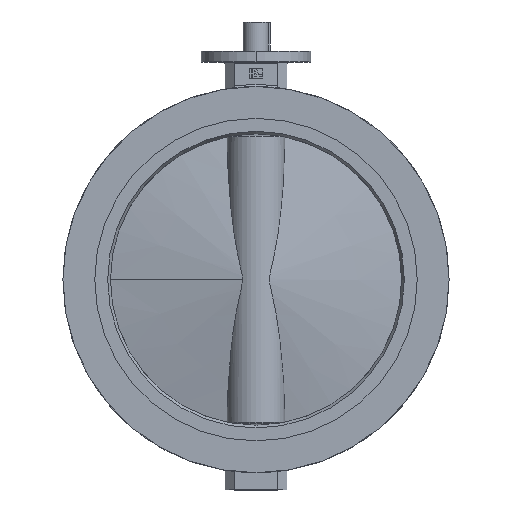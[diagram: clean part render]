
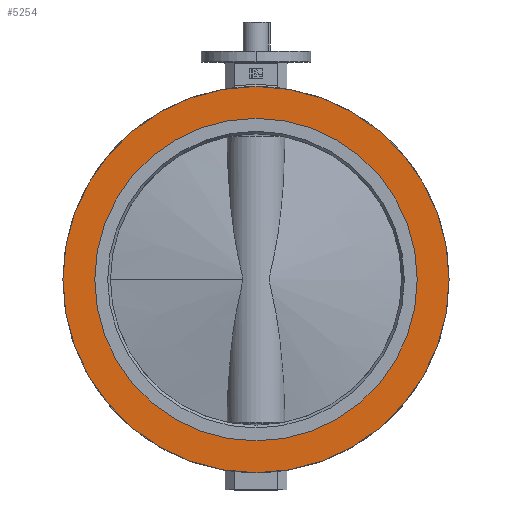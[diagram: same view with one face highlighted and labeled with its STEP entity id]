
A CAD part, top view. The second image highlights one B-rep face of the part: STEP entity #5254.
In plain terms, the highlighted planar face has unit normal (0, 0, 1).
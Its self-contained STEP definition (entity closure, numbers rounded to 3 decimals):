
#169 = CARTESIAN_POINT ( 'NONE',  ( 0., 0., 95. ) ) ;
#170 = DIRECTION ( 'NONE',  ( 0., 0., 1. ) ) ;
#171 = DIRECTION ( 'NONE',  ( 1., 0., 0. ) ) ;
#474 = CARTESIAN_POINT ( 'NONE',  ( 0., 0., 95. ) ) ;
#475 = DIRECTION ( 'NONE',  ( 0., 0., 1. ) ) ;
#476 = DIRECTION ( 'NONE',  ( 1., 0., 0. ) ) ;
#564 = DIRECTION ( 'NONE',  ( 0., 0., 1. ) ) ;
#565 = CARTESIAN_POINT ( 'NONE',  ( 115., -454.682, 95. ) ) ;
#567 = PLANE ( 'NONE',  #1207 ) ;
#569 = DIRECTION ( 'NONE',  ( 1., 0., 0. ) ) ;
#710 = CARTESIAN_POINT ( 'NONE',  ( -442.5, 0., 95. ) ) ;
#711 = CARTESIAN_POINT ( 'NONE',  ( -530., 0., 95. ) ) ;
#1097 = AXIS2_PLACEMENT_3D ( 'NONE', #474, #475, #476 ) ;
#1109 = AXIS2_PLACEMENT_3D ( 'NONE', #4608, #4609, #4610 ) ;
#1125 = AXIS2_PLACEMENT_3D ( 'NONE', #4705, #4706, #4707 ) ;
#1207 = AXIS2_PLACEMENT_3D ( 'NONE', #565, #564, #569 ) ;
#1488 = AXIS2_PLACEMENT_3D ( 'NONE', #169, #170, #171 ) ;
#1975 = VERTEX_POINT ( 'NONE', #3840 ) ;
#2128 = VERTEX_POINT ( 'NONE', #3993 ) ;
#2632 = EDGE_CURVE ( 'NONE', #5858, #2128, #4062, .T. ) ;
#2749 = EDGE_CURVE ( 'NONE', #2128, #5858, #4241, .T. ) ;
#2769 = EDGE_CURVE ( 'NONE', #5857, #1975, #4267, .T. ) ;
#2809 = EDGE_CURVE ( 'NONE', #1975, #5857, #4332, .T. ) ;
#3840 = CARTESIAN_POINT ( 'NONE',  ( 442.5, 0., 95. ) ) ;
#3993 = CARTESIAN_POINT ( 'NONE',  ( 530., 0., 95. ) ) ;
#4062 = CIRCLE ( 'NONE', #1488, 530. ) ;
#4241 = CIRCLE ( 'NONE', #1097, 530. ) ;
#4267 = CIRCLE ( 'NONE', #1109, 442.5 ) ;
#4332 = CIRCLE ( 'NONE', #1125, 442.5 ) ;
#4560 = FACE_BOUND ( 'NONE', #5812, .T. ) ;
#4572 = FACE_OUTER_BOUND ( 'NONE', #5816, .T. ) ;
#4608 = CARTESIAN_POINT ( 'NONE',  ( 0., 0., 95. ) ) ;
#4609 = DIRECTION ( 'NONE',  ( 0., 0., 1. ) ) ;
#4610 = DIRECTION ( 'NONE',  ( 1., 0., 0. ) ) ;
#4705 = CARTESIAN_POINT ( 'NONE',  ( 0., 0., 95. ) ) ;
#4706 = DIRECTION ( 'NONE',  ( 0., 0., 1. ) ) ;
#4707 = DIRECTION ( 'NONE',  ( 1., 0., 0. ) ) ;
#5254 = ADVANCED_FACE ( 'NONE', ( #4560, #4572 ), #567, .T. ) ;
#5333 = ORIENTED_EDGE ( 'NONE', *, *, #2749, .T. ) ;
#5334 = ORIENTED_EDGE ( 'NONE', *, *, #2632, .T. ) ;
#5335 = ORIENTED_EDGE ( 'NONE', *, *, #2769, .F. ) ;
#5336 = ORIENTED_EDGE ( 'NONE', *, *, #2809, .F. ) ;
#5812 = EDGE_LOOP ( 'NONE', ( #5336, #5335 ) ) ;
#5816 = EDGE_LOOP ( 'NONE', ( #5334, #5333 ) ) ;
#5857 = VERTEX_POINT ( 'NONE', #710 ) ;
#5858 = VERTEX_POINT ( 'NONE', #711 ) ;
